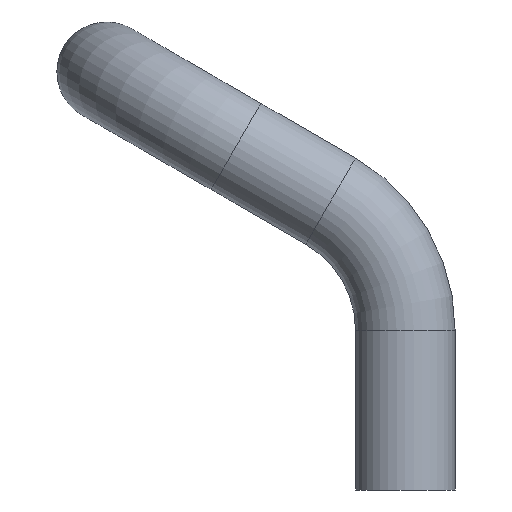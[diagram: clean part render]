
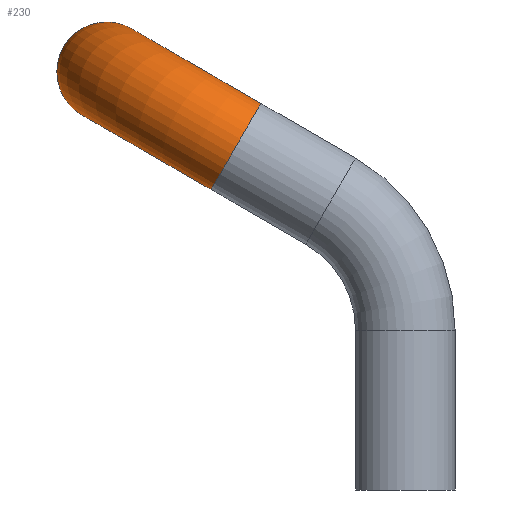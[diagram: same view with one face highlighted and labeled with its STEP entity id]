
A CAD part, left-side view. The second image highlights one B-rep face of the part: STEP entity #230.
In plain terms, the highlighted toroidal (fillet/blend) face has major radius 15 mm and minor radius 5 mm.
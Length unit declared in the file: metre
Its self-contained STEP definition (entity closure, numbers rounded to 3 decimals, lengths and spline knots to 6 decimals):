
#14=TOROIDAL_SURFACE('',#275,0.015,0.005);
#50=ORIENTED_EDGE('',*,*,#79,.T.);
#51=ORIENTED_EDGE('',*,*,#80,.F.);
#79=EDGE_CURVE('',#160,#160,#99,.T.);
#80=EDGE_CURVE('',#161,#161,#100,.T.);
#99=CIRCLE('',#274,0.005);
#100=CIRCLE('',#276,0.005);
#130=EDGE_LOOP('',(#50));
#131=EDGE_LOOP('',(#51));
#160=VERTEX_POINT('',#412);
#161=VERTEX_POINT('',#415);
#195=FACE_BOUND('',#130,.T.);
#196=FACE_BOUND('',#131,.T.);
#230=ADVANCED_FACE('',(#195,#196),#14,.T.);
#274=AXIS2_PLACEMENT_3D('',#411,#338,#339);
#275=AXIS2_PLACEMENT_3D('',#413,#340,#341);
#276=AXIS2_PLACEMENT_3D('',#414,#342,#343);
#338=DIRECTION('',(-1.,0.,0.));
#339=DIRECTION('',(0.,-1.,0.));
#340=DIRECTION('',(0.,-0.5,0.866));
#341=DIRECTION('',(0.707,-0.612,-0.354));
#342=DIRECTION('',(0.,-0.866,-0.5));
#343=DIRECTION('',(-1.,0.,0.));
#411=CARTESIAN_POINT('',(0.015,0.03,0.042));
#412=CARTESIAN_POINT('',(0.015,0.025,0.042));
#413=CARTESIAN_POINT('',(0.015,0.01701,0.0345));
#414=CARTESIAN_POINT('',(0.,0.01701,0.0345));
#415=CARTESIAN_POINT('',(-0.005,0.01701,0.0345));
